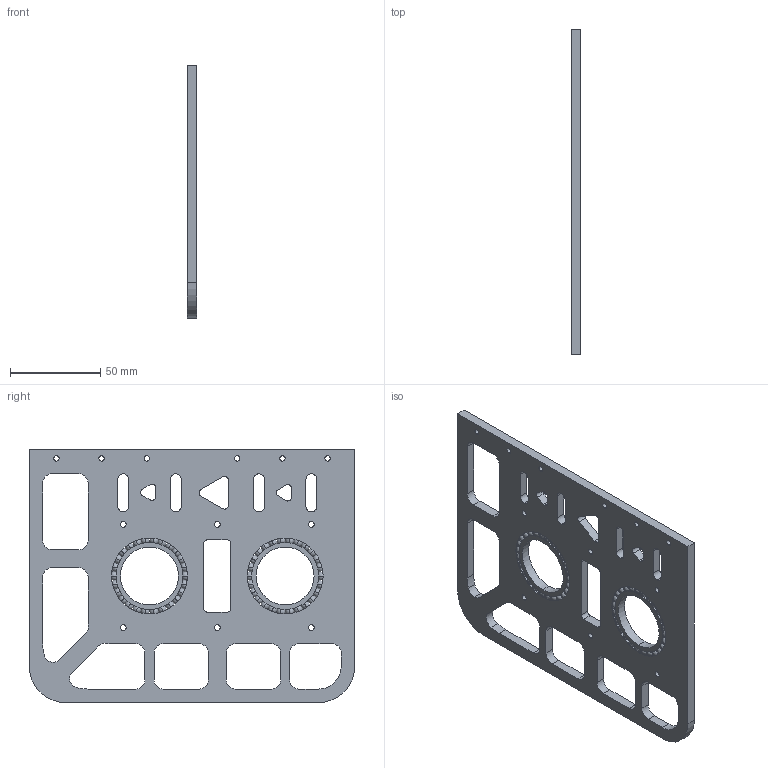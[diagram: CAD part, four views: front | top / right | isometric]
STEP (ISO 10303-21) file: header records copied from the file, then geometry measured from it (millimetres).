
FILE_DESCRIPTION (( 'STEP AP214' ), '1' );
FILE_NAME ('Flatter Wall Left Just Cuz.STEP', '2025-02-18T15:46:46', ( '' ), ( '' ), 'SwSTEP 2.0', 'SolidWorks 2022', '' );
FILE_SCHEMA (( 'AUTOMOTIVE_DESIGN' ));
Length unit declared in the file: millimetre
Products named in the file (1): Flatter Wall Left Just Cuz
Bounding box: 5 x 180 x 140 mm (x, y, z)
Volume: 82026.4 mm3; surface area: 49193.8 mm2
Topology: 55 solids, 55 shells, 274 faces, 836 edges, 568 vertices
Faces by surface type: sphere 104, cylinder 103, plane 55, torus 12
Entity records: 8238 total; most frequent: DIRECTION 1452, CARTESIAN_POINT 1263, ORIENTED_EDGE 1152, AXIS2_PLACEMENT_3D 601, EDGE_CURVE 576, VERTEX_POINT 412, EDGE_LOOP 334, CIRCLE 326
